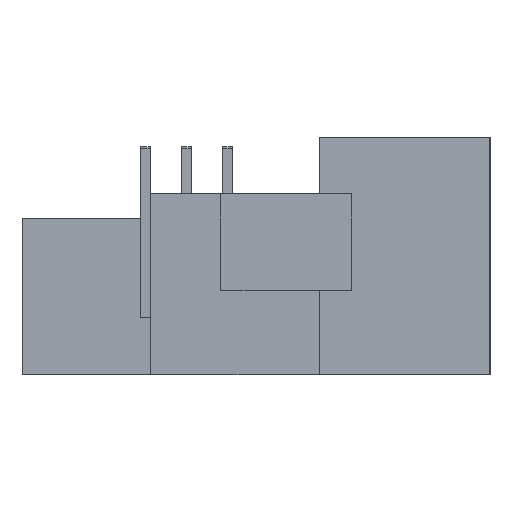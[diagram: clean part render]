
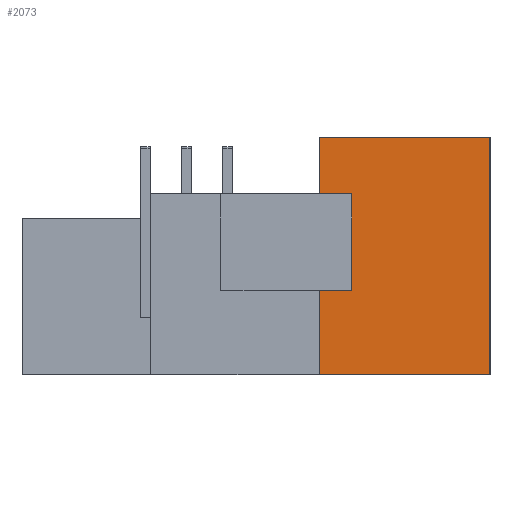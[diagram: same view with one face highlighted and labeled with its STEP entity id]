
A CAD part, left-side view. The second image highlights one B-rep face of the part: STEP entity #2073.
In plain terms, the highlighted planar face has unit normal (-1, 0, 0).
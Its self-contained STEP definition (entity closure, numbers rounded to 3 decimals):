
#2073=ADVANCED_FACE('',(#3089),#2582,.T.);
#2582=PLANE('',#11311);
#3089=FACE_OUTER_BOUND('',#3598,.T.);
#3598=EDGE_LOOP('',(#5630,#5631,#5632,#5633,#5634,#5635,#5636,#5637));
#5630=ORIENTED_EDGE('',*,*,#8230,.T.);
#5631=ORIENTED_EDGE('',*,*,#8231,.T.);
#5632=ORIENTED_EDGE('',*,*,#8232,.T.);
#5633=ORIENTED_EDGE('',*,*,#8227,.T.);
#5634=ORIENTED_EDGE('',*,*,#8233,.T.);
#5635=ORIENTED_EDGE('',*,*,#8234,.T.);
#5636=ORIENTED_EDGE('',*,*,#8202,.T.);
#5637=ORIENTED_EDGE('',*,*,#8200,.T.);
#6997=VERTEX_POINT('',#15952);
#6998=VERTEX_POINT('',#15954);
#6999=VERTEX_POINT('',#15958);
#7019=VERTEX_POINT('',#16010);
#7020=VERTEX_POINT('',#16011);
#7021=VERTEX_POINT('',#16016);
#7022=VERTEX_POINT('',#16018);
#7023=VERTEX_POINT('',#16021);
#8200=EDGE_CURVE('',#6998,#6997,#9452,.T.);
#8202=EDGE_CURVE('',#6999,#6998,#9454,.T.);
#8227=EDGE_CURVE('',#7019,#7020,#9477,.T.);
#8230=EDGE_CURVE('',#6997,#7021,#9480,.T.);
#8231=EDGE_CURVE('',#7021,#7022,#9481,.T.);
#8232=EDGE_CURVE('',#7022,#7019,#9482,.T.);
#8233=EDGE_CURVE('',#7020,#7023,#9483,.T.);
#8234=EDGE_CURVE('',#7023,#6999,#9484,.T.);
#9452=LINE('',#15953,#10702);
#9454=LINE('',#15957,#10704);
#9477=LINE('',#16009,#10727);
#9480=LINE('',#16015,#10730);
#9481=LINE('',#16017,#10731);
#9482=LINE('',#16019,#10732);
#9483=LINE('',#16020,#10733);
#9484=LINE('',#16022,#10734);
#10702=VECTOR('',#13382,1.);
#10704=VECTOR('',#13386,1.);
#10727=VECTOR('',#13427,1.);
#10730=VECTOR('',#13432,1.);
#10731=VECTOR('',#13433,1.);
#10732=VECTOR('',#13434,1.);
#10733=VECTOR('',#13435,1.);
#10734=VECTOR('',#13436,1.);
#11311=AXIS2_PLACEMENT_3D('',#16023,#13437,#13438);
#13382=DIRECTION('',(0.,1.,0.));
#13386=DIRECTION('',(0.,0.,-1.));
#13427=DIRECTION('',(0.,1.,0.));
#13432=DIRECTION('',(0.,0.,-1.));
#13433=DIRECTION('',(0.,-1.,0.));
#13434=DIRECTION('',(0.,0.,1.));
#13435=DIRECTION('',(0.,0.,-1.));
#13436=DIRECTION('',(0.,-1.,0.));
#13437=DIRECTION('',(-1.,0.,0.));
#13438=DIRECTION('',(0.,-1.,0.));
#15952=CARTESIAN_POINT('',(0.,10.55,5.2));
#15953=CARTESIAN_POINT('',(0.,8.55,5.2));
#15954=CARTESIAN_POINT('',(0.,8.55,5.2));
#15957=CARTESIAN_POINT('',(0.,8.55,11.2));
#15958=CARTESIAN_POINT('',(0.,8.55,11.2));
#16009=CARTESIAN_POINT('',(0.,0.,14.7));
#16010=CARTESIAN_POINT('',(0.,0.,14.7));
#16011=CARTESIAN_POINT('',(0.,10.55,14.7));
#16015=CARTESIAN_POINT('',(0.,10.55,5.2));
#16016=CARTESIAN_POINT('',(0.,10.55,0.));
#16017=CARTESIAN_POINT('',(0.,10.55,0.));
#16018=CARTESIAN_POINT('',(0.,0.,0.));
#16019=CARTESIAN_POINT('',(0.,0.,0.));
#16020=CARTESIAN_POINT('',(0.,10.55,14.7));
#16021=CARTESIAN_POINT('',(0.,10.55,11.2));
#16022=CARTESIAN_POINT('',(0.,10.55,11.2));
#16023=CARTESIAN_POINT('',(0.,11.253,-0.835));
